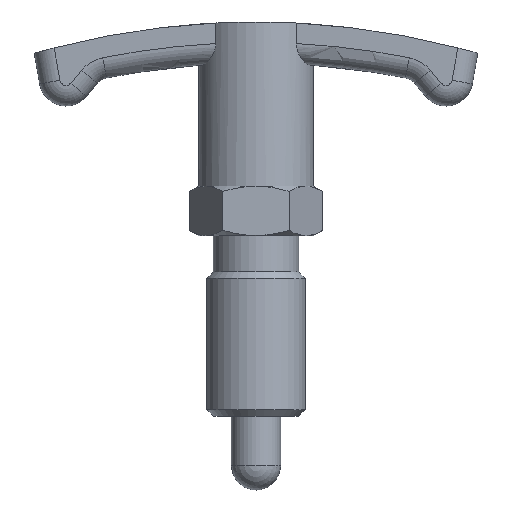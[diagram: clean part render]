
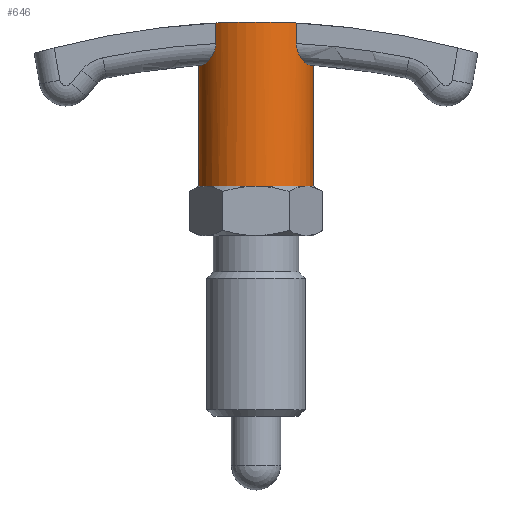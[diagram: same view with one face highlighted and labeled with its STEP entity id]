
A CAD part, top view. The second image highlights one B-rep face of the part: STEP entity #646.
In plain terms, the highlighted cylindrical face has radius 7 mm (diameter 14 mm), a partial arc.
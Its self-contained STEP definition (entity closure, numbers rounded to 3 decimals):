
#488=EDGE_CURVE('',#1012,#1162,#1380,.T.);
#510=EDGE_CURVE('',#748,#1012,#1403,.T.);
#624=VERTEX_POINT('',#1530);
#646=ADVANCED_FACE('',(#1555),#1556,.T.);
#650=VERTEX_POINT('',#1560);
#658=VERTEX_POINT('',#1568);
#668=VERTEX_POINT('',#1578);
#740=VERTEX_POINT('',#1657);
#748=VERTEX_POINT('',#1666);
#766=VERTEX_POINT('',#1685);
#814=EDGE_CURVE('',#624,#650,#1737,.T.);
#818=EDGE_CURVE('',#1128,#766,#1741,.T.);
#888=EDGE_CURVE('',#668,#748,#1818,.T.);
#922=EDGE_CURVE('',#740,#766,#1858,.T.);
#960=EDGE_CURVE('',#740,#668,#1899,.T.);
#1012=VERTEX_POINT('',#1959);
#1064=VERTEX_POINT('',#2018);
#1066=EDGE_CURVE('',#1162,#1064,#2020,.T.);
#1128=VERTEX_POINT('',#2088);
#1156=EDGE_CURVE('',#1064,#624,#2120,.T.);
#1162=VERTEX_POINT('',#2126);
#1284=EDGE_CURVE('',#650,#658,#2260,.T.);
#1300=EDGE_CURVE('',#658,#1128,#2279,.T.);
#1380=LINE('',#2368,#2369);
#1403=B_SPLINE_CURVE_WITH_KNOTS('',3,(#2413,#2414,#2415,#2416,#2417,#2418,#2419,#2420,#2421,#2422,#2423,#2424),.UNSPECIFIED.,.F.,.F.,(4,2,2,2,2,4),(0.0,1.035,2.267,3.434,4.018,4.591),.UNSPECIFIED.);
#1530=CARTESIAN_POINT('',(-4.899,25.877,5.0));
#1555=FACE_OUTER_BOUND('',#2684,.T.);
#1556=CYLINDRICAL_SURFACE('',#2685,7.0);
#1560=CARTESIAN_POINT('',(-4.899,23.374,5.0));
#1568=CARTESIAN_POINT('',(-6.538,20.769,2.5));
#1578=CARTESIAN_POINT('',(7.0,20.735,0.));
#1657=CARTESIAN_POINT('',(7.0,6.0,0.0));
#1666=CARTESIAN_POINT('',(6.538,20.769,2.5));
#1685=CARTESIAN_POINT('',(-7.0,6.0,0.));
#1737=LINE('',#3029,#3030);
#1741=LINE('',#3047,#3048);
#1818=B_SPLINE_CURVE_WITH_KNOTS('',3,(#3159,#3160,#3161,#3162,#3163,#3164,#3165,#3166,#3167,#3168),.UNSPECIFIED.,.F.,.F.,(4,2,2,2,4),(18.465,19.784,21.103,22.422,23.741),.UNSPECIFIED.);
#1858=CIRCLE('',#3232,7.0);
#1899=LINE('',#3298,#3299);
#1959=CARTESIAN_POINT('',(4.899,23.374,5.0));
#2018=CARTESIAN_POINT('',(0.,26.0,7.0));
#2020=B_SPLINE_CURVE_WITH_KNOTS('',3,(#3508,#3509,#3510,#3511,#3512,#3513,#3514,#3515,#3516,#3517),.UNSPECIFIED.,.F.,.F.,(4,2,2,2,4),(26.449,27.697,29.016,30.334,31.653),.UNSPECIFIED.);
#2088=CARTESIAN_POINT('',(-7.0,20.735,0.));
#2120=B_SPLINE_CURVE_WITH_KNOTS('',3,(#3656,#3657,#3658,#3659,#3660,#3661,#3662,#3663,#3664,#3665),.UNSPECIFIED.,.F.,.F.,(4,2,2,2,4),(31.653,32.972,34.291,35.61,36.858),.UNSPECIFIED.);
#2126=CARTESIAN_POINT('',(4.899,25.877,5.0));
#2260=B_SPLINE_CURVE_WITH_KNOTS('',3,(#3942,#3943,#3944,#3945,#3946,#3947,#3948,#3949,#3950,#3951,#3952,#3953),.UNSPECIFIED.,.F.,.F.,(4,2,2,2,2,4),(0.0,0.694,1.5,2.572,3.449,4.305),.UNSPECIFIED.);
#2279=B_SPLINE_CURVE_WITH_KNOTS('',3,(#3986,#3987,#3988,#3989,#3990,#3991,#3992,#3993,#3994,#3995,#3996),.UNSPECIFIED.,.F.,.F.,(4,2,3,2,4),(-2.638,-1.319,0.0,1.319,2.638),.UNSPECIFIED.);
#2368=CARTESIAN_POINT('',(4.899,22.139,5.0));
#2369=VECTOR('',#4094,1.0);
#2413=CARTESIAN_POINT('',(6.538,20.769,2.5));
#2414=CARTESIAN_POINT('',(6.415,20.778,2.822));
#2415=CARTESIAN_POINT('',(6.269,20.85,3.131));
#2416=CARTESIAN_POINT('',(5.924,21.116,3.749));
#2417=CARTESIAN_POINT('',(5.718,21.331,4.049));
#2418=CARTESIAN_POINT('',(5.346,21.848,4.528));
#2419=CARTESIAN_POINT('',(5.18,22.143,4.711));
#2420=CARTESIAN_POINT('',(5.006,22.626,4.893));
#2421=CARTESIAN_POINT('',(4.96,22.796,4.94));
#2422=CARTESIAN_POINT('',(4.903,23.146,4.996));
#2423=CARTESIAN_POINT('',(4.893,23.322,5.006));
#2424=CARTESIAN_POINT('',(4.902,23.5,4.997));
#2684=EDGE_LOOP('',(#4301,#4302,#4303,#4304,#4305,#4306,#4307,#4308,#4309,#4310,#4311));
#2685=AXIS2_PLACEMENT_3D('',#4312,#4313,#4314);
#3029=CARTESIAN_POINT('',(-4.899,22.139,5.0));
#3030=VECTOR('',#4507,1.0);
#3047=CARTESIAN_POINT('',(-7.0,16.5,0.));
#3048=VECTOR('',#4508,1.0);
#3159=CARTESIAN_POINT('',(6.467,20.774,-2.679));
#3160=CARTESIAN_POINT('',(6.646,20.762,-2.248));
#3161=CARTESIAN_POINT('',(6.781,20.752,-1.798));
#3162=CARTESIAN_POINT('',(6.958,20.739,-0.894));
#3163=CARTESIAN_POINT('',(7.0,20.735,-0.44));
#3164=CARTESIAN_POINT('',(7.0,20.735,0.44));
#3165=CARTESIAN_POINT('',(6.958,20.739,0.894));
#3166=CARTESIAN_POINT('',(6.781,20.752,1.798));
#3167=CARTESIAN_POINT('',(6.646,20.762,2.248));
#3168=CARTESIAN_POINT('',(6.467,20.774,2.679));
#3232=AXIS2_PLACEMENT_3D('',#4650,#4651,#4652);
#3298=CARTESIAN_POINT('',(7.0,16.5,0.));
#3299=VECTOR('',#4693,1.0);
#3508=CARTESIAN_POINT('',(4.899,25.877,5.0));
#3509=CARTESIAN_POINT('',(4.601,25.892,5.292));
#3510=CARTESIAN_POINT('',(4.267,25.907,5.566));
#3511=CARTESIAN_POINT('',(3.524,25.937,6.066));
#3512=CARTESIAN_POINT('',(3.11,25.951,6.288));
#3513=CARTESIAN_POINT('',(2.248,25.975,6.646));
#3514=CARTESIAN_POINT('',(1.798,25.984,6.781));
#3515=CARTESIAN_POINT('',(0.894,25.997,6.958));
#3516=CARTESIAN_POINT('',(0.44,26.0,7.0));
#3517=CARTESIAN_POINT('',(0.,26.0,7.0));
#3656=CARTESIAN_POINT('',(0.,26.0,7.0));
#3657=CARTESIAN_POINT('',(-0.44,26.0,7.0));
#3658=CARTESIAN_POINT('',(-0.894,25.997,6.958));
#3659=CARTESIAN_POINT('',(-1.798,25.984,6.781));
#3660=CARTESIAN_POINT('',(-2.248,25.975,6.646));
#3661=CARTESIAN_POINT('',(-3.11,25.951,6.288));
#3662=CARTESIAN_POINT('',(-3.524,25.937,6.066));
#3663=CARTESIAN_POINT('',(-4.267,25.907,5.566));
#3664=CARTESIAN_POINT('',(-4.601,25.892,5.292));
#3665=CARTESIAN_POINT('',(-4.899,25.877,5.0));
#3942=CARTESIAN_POINT('',(-4.902,23.5,4.997));
#3943=CARTESIAN_POINT('',(-4.89,23.269,5.008));
#3944=CARTESIAN_POINT('',(-4.912,23.041,4.988));
#3945=CARTESIAN_POINT('',(-5.017,22.565,4.882));
#3946=CARTESIAN_POINT('',(-5.109,22.326,4.788));
#3947=CARTESIAN_POINT('',(-5.359,21.824,4.509));
#3948=CARTESIAN_POINT('',(-5.537,21.565,4.295));
#3949=CARTESIAN_POINT('',(-5.871,21.176,3.821));
#3950=CARTESIAN_POINT('',(-6.023,21.033,3.58));
#3951=CARTESIAN_POINT('',(-6.302,20.835,3.062));
#3952=CARTESIAN_POINT('',(-6.429,20.777,2.786));
#3953=CARTESIAN_POINT('',(-6.538,20.769,2.5));
#3986=CARTESIAN_POINT('',(-6.467,20.774,2.679));
#3987=CARTESIAN_POINT('',(-6.646,20.762,2.248));
#3988=CARTESIAN_POINT('',(-6.781,20.752,1.798));
#3989=CARTESIAN_POINT('',(-6.958,20.739,0.894));
#3990=CARTESIAN_POINT('',(-7.0,20.735,0.44));
#3991=CARTESIAN_POINT('',(-7.0,20.735,0.0));
#3992=CARTESIAN_POINT('',(-7.0,20.735,-0.44));
#3993=CARTESIAN_POINT('',(-6.958,20.739,-0.894));
#3994=CARTESIAN_POINT('',(-6.781,20.752,-1.798));
#3995=CARTESIAN_POINT('',(-6.646,20.762,-2.248));
#3996=CARTESIAN_POINT('',(-6.467,20.774,-2.679));
#4094=DIRECTION('',(0.0,1.0,0.0));
#4301=ORIENTED_EDGE('',*,*,#960,.T.);
#4302=ORIENTED_EDGE('',*,*,#888,.T.);
#4303=ORIENTED_EDGE('',*,*,#510,.T.);
#4304=ORIENTED_EDGE('',*,*,#488,.T.);
#4305=ORIENTED_EDGE('',*,*,#1066,.T.);
#4306=ORIENTED_EDGE('',*,*,#1156,.T.);
#4307=ORIENTED_EDGE('',*,*,#814,.T.);
#4308=ORIENTED_EDGE('',*,*,#1284,.T.);
#4309=ORIENTED_EDGE('',*,*,#1300,.T.);
#4310=ORIENTED_EDGE('',*,*,#818,.T.);
#4311=ORIENTED_EDGE('',*,*,#922,.F.);
#4312=CARTESIAN_POINT('',(0.0,16.5,0.0));
#4313=DIRECTION('',(0.0,-1.0,-0.0));
#4314=DIRECTION('',(1.0,0.0,0.0));
#4507=DIRECTION('',(-0.0,-1.0,0.0));
#4508=DIRECTION('',(-0.0,-1.0,-0.0));
#4650=CARTESIAN_POINT('',(0.0,6.0,0.0));
#4651=DIRECTION('',(0.0,-1.0,0.0));
#4652=DIRECTION('',(1.0,0.0,0.0));
#4693=DIRECTION('',(0.0,1.0,0.0));
